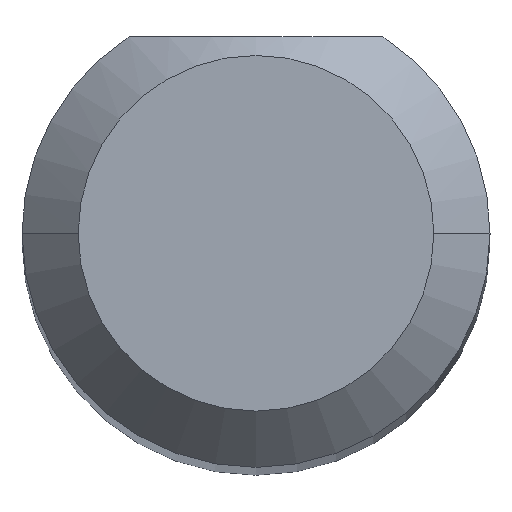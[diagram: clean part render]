
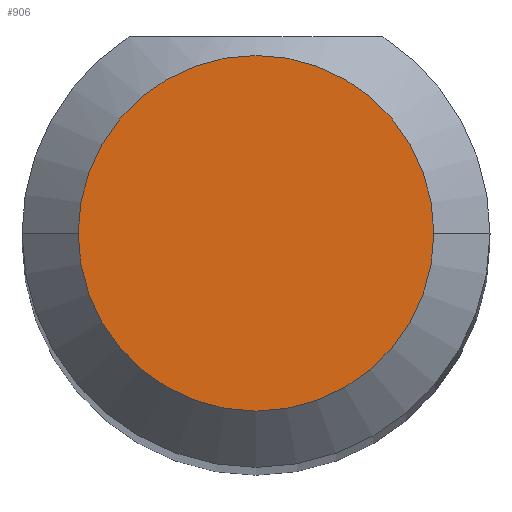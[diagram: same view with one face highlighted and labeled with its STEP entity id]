
A CAD part, top view. The second image highlights one B-rep face of the part: STEP entity #906.
In plain terms, the highlighted planar face has unit normal (0, 0, 1).
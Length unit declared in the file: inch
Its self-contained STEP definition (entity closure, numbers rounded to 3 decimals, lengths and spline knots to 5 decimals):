
#13 = CIRCLE ( 'NONE', #481, 0.0475 ) ;
#27 = DIRECTION ( 'NONE',  ( 0., 0., 1. ) ) ;
#31 = DIRECTION ( 'NONE',  ( 0., 0., 1. ) ) ;
#69 = ORIENTED_EDGE ( 'NONE', *, *, #416, .T. ) ;
#103 = DIRECTION ( 'NONE',  ( 1., 0., 0. ) ) ;
#127 = DIRECTION ( 'NONE',  ( 0., 0., 1. ) ) ;
#172 = VERTEX_POINT ( 'NONE', #850 ) ;
#200 = PLANE ( 'NONE',  #319 ) ;
#295 = CARTESIAN_POINT ( 'NONE',  ( 0., 0., 1.5 ) ) ;
#319 = AXIS2_PLACEMENT_3D ( 'NONE', #1072, #27, #103 ) ;
#401 = EDGE_CURVE ( 'NONE', #746, #172, #13, .T. ) ;
#416 = EDGE_CURVE ( 'NONE', #172, #746, #1115, .T. ) ;
#464 = CARTESIAN_POINT ( 'NONE',  ( 0., 0., 1.5 ) ) ;
#481 = AXIS2_PLACEMENT_3D ( 'NONE', #464, #31, #726 ) ;
#627 = EDGE_LOOP ( 'NONE', ( #69, #947 ) ) ;
#631 = AXIS2_PLACEMENT_3D ( 'NONE', #295, #127, #642 ) ;
#642 = DIRECTION ( 'NONE',  ( 1., 0., 0. ) ) ;
#726 = DIRECTION ( 'NONE',  ( 1., 0., 0. ) ) ;
#746 = VERTEX_POINT ( 'NONE', #858 ) ;
#850 = CARTESIAN_POINT ( 'NONE',  ( -0.0475, 0., 1.5 ) ) ;
#858 = CARTESIAN_POINT ( 'NONE',  ( 0.0475, 0., 1.5 ) ) ;
#882 = FACE_OUTER_BOUND ( 'NONE', #627, .T. ) ;
#906 = ADVANCED_FACE ( 'NONE', ( #882 ), #200, .T. ) ;
#947 = ORIENTED_EDGE ( 'NONE', *, *, #401, .T. ) ;
#1072 = CARTESIAN_POINT ( 'NONE',  ( 0., 0., 1.5 ) ) ;
#1115 = CIRCLE ( 'NONE', #631, 0.0475 ) ;
